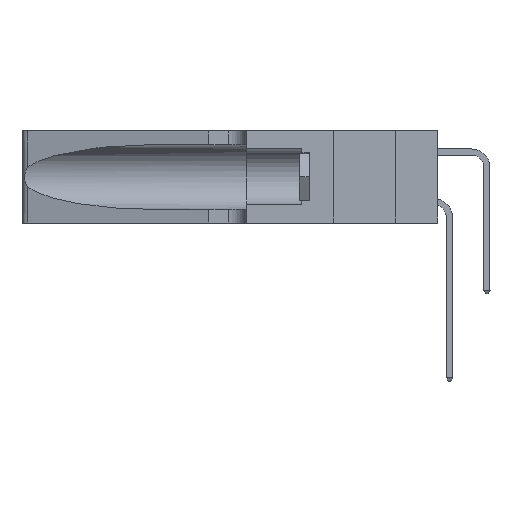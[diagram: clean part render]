
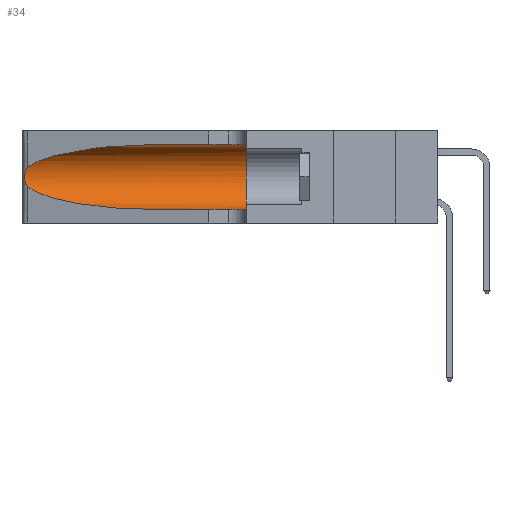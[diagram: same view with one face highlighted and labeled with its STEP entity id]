
A CAD part, left-side view. The second image highlights one B-rep face of the part: STEP entity #34.
In plain terms, the highlighted cylindrical face has radius 3.308 mm (diameter 6.617 mm), a partial arc.
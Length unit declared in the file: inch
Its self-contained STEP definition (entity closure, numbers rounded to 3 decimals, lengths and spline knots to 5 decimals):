
#34 = ADVANCED_FACE ( 'NONE', ( #38163 ), #13026, .F. ) ;
#659 = VERTEX_POINT ( 'NONE', #37318 ) ;
#849 = CARTESIAN_POINT ( 'NONE',  ( 0.25487, 1.22718, 0.14631 ) ) ;
#1156 = CARTESIAN_POINT ( 'NONE',  ( 0.1305, 0.35, 0.31525 ) ) ;
#1172 = DIRECTION ( 'NONE',  ( 0., -1., 0. ) ) ;
#1497 = EDGE_CURVE ( 'NONE', #659, #23986, #10800, .T. ) ;
#3319 = CARTESIAN_POINT ( 'NONE',  ( 0.26075, 1.23896, 0.19203 ) ) ;
#4367 = CARTESIAN_POINT ( 'NONE',  ( 0.18966, 0.96281, 0.31525 ) ) ;
#4381 = DIRECTION ( 'NONE',  ( 0., 0., -1. ) ) ;
#5414 = CARTESIAN_POINT ( 'NONE',  ( 0.1305, 0.35, 0.05475 ) ) ;
#6637 = CARTESIAN_POINT ( 'NONE',  ( 0.25856, 1.23593, 0.16098 ) ) ;
#6844 = CARTESIAN_POINT ( 'NONE',  ( 0.1305, 0.72297, 0.05475 ) ) ;
#7297 = DIRECTION ( 'NONE',  ( 0., -1., 0. ) ) ;
#7609 = VERTEX_POINT ( 'NONE', #1156 ) ;
#8502 = CARTESIAN_POINT ( 'NONE',  ( 0.25487, 1.22718, 0.22369 ) ) ;
#8708 = EDGE_LOOP ( 'NONE', ( #9182, #39580, #17671, #13085, #33183, #8792 ) ) ;
#8792 = ORIENTED_EDGE ( 'NONE', *, *, #17846, .F. ) ;
#9182 = ORIENTED_EDGE ( 'NONE', *, *, #9456, .T. ) ;
#9408 = CARTESIAN_POINT ( 'NONE',  ( 0.25854, 1.2359, 0.20912 ) ) ;
#9456 = EDGE_CURVE ( 'NONE', #33062, #20878, #40143, .T. ) ;
#10691 = CARTESIAN_POINT ( 'NONE',  ( 0.25487, 1.22718, 0.22369 ) ) ;
#10800 =( BOUNDED_CURVE ( )  B_SPLINE_CURVE ( 3, ( #849, #29691, #39041, #20192 ),
 .UNSPECIFIED., .F., .T. ) 
 B_SPLINE_CURVE_WITH_KNOTS ( ( 4, 4 ),
 ( 3.44316, 4.71239 ),
 .UNSPECIFIED. ) 
 CURVE ( )  GEOMETRIC_REPRESENTATION_ITEM ( )  RATIONAL_B_SPLINE_CURVE ( ( 1., 0.87, 0.87, 1. ) ) 
 REPRESENTATION_ITEM ( '' )  );
#10833 = CARTESIAN_POINT ( 'NONE',  ( 0.2373, 1.15595, 0.28018 ) ) ;
#13026 = CYLINDRICAL_SURFACE ( 'NONE', #18212, 0.13025 ) ;
#13085 = ORIENTED_EDGE ( 'NONE', *, *, #36593, .T. ) ;
#13754 = CARTESIAN_POINT ( 'NONE',  ( 0.1305, 1.61858, 0.185 ) ) ;
#15890 = CARTESIAN_POINT ( 'NONE',  ( 0.1305, 1.61858, 0.05475 ) ) ;
#16190 = CARTESIAN_POINT ( 'NONE',  ( 0.1305, 0.35, 0.185 ) ) ;
#16729 = EDGE_CURVE ( 'NONE', #7609, #33298, #37374, .T. ) ;
#17671 = ORIENTED_EDGE ( 'NONE', *, *, #1497, .T. ) ;
#17846 = EDGE_CURVE ( 'NONE', #33062, #7609, #19530, .T. ) ;
#18212 = AXIS2_PLACEMENT_3D ( 'NONE', #13754, #1172, #4381 ) ;
#18231 = CARTESIAN_POINT ( 'NONE',  ( 0.25555, 1.22994, 0.2215 ) ) ;
#18922 = CARTESIAN_POINT ( 'NONE',  ( 0.25555, 1.22993, 0.14849 ) ) ;
#19124 = DIRECTION ( 'NONE',  ( 0., 1., 0. ) ) ;
#19530 = LINE ( 'NONE', #26156, #36755 ) ;
#20192 = CARTESIAN_POINT ( 'NONE',  ( 0.1305, 0.72297, 0.05475 ) ) ;
#20878 = VERTEX_POINT ( 'NONE', #8502 ) ;
#22549 = DIRECTION ( 'NONE',  ( 0., 0., 1. ) ) ;
#23986 = VERTEX_POINT ( 'NONE', #6844 ) ;
#26156 = CARTESIAN_POINT ( 'NONE',  ( 0.1305, 1.61858, 0.31525 ) ) ;
#29180 = LINE ( 'NONE', #15890, #38046 ) ;
#29691 = CARTESIAN_POINT ( 'NONE',  ( 0.2373, 1.15595, 0.08982 ) ) ;
#31071 = CARTESIAN_POINT ( 'NONE',  ( 0.25639, 1.23184, 0.21858 ) ) ;
#31462 = CARTESIAN_POINT ( 'NONE',  ( 0.25487, 1.22718, 0.14631 ) ) ;
#31493 = EDGE_CURVE ( 'NONE', #20878, #659, #35279, .T. ) ;
#33062 = VERTEX_POINT ( 'NONE', #38873 ) ;
#33183 = ORIENTED_EDGE ( 'NONE', *, *, #16729, .F. ) ;
#33298 = VERTEX_POINT ( 'NONE', #5414 ) ;
#33950 = CARTESIAN_POINT ( 'NONE',  ( 0.25487, 1.22718, 0.22369 ) ) ;
#34074 = CARTESIAN_POINT ( 'NONE',  ( 0.25787, 1.23484, 0.2124 ) ) ;
#34208 = AXIS2_PLACEMENT_3D ( 'NONE', #16190, #19124, #22549 ) ;
#34981 = CARTESIAN_POINT ( 'NONE',  ( 0.26018, 1.23835, 0.19895 ) ) ;
#35279 = B_SPLINE_CURVE_WITH_KNOTS ( 'NONE', 3,
 ( #33950, #18231, #31071, #34074, #9408, #34981, #3319, #38145, #37775, #6637, #38011, #37891, #18922, #31462 ),
 .UNSPECIFIED., .F., .F.,
 ( 4, 2, 2, 2, 2, 2, 4 ),
 ( 0., 0.00027, 0.00053, 0.00107, 0.0016, 0.00187, 0.00214 ),
 .UNSPECIFIED. ) ;
#36593 = EDGE_CURVE ( 'NONE', #23986, #33298, #29180, .T. ) ;
#36755 = VECTOR ( 'NONE', #7297, 39.37008 ) ;
#37318 = CARTESIAN_POINT ( 'NONE',  ( 0.25487, 1.22718, 0.14631 ) ) ;
#37374 = CIRCLE ( 'NONE', #34208, 0.13025 ) ;
#37775 = CARTESIAN_POINT ( 'NONE',  ( 0.26017, 1.23833, 0.17102 ) ) ;
#37891 = CARTESIAN_POINT ( 'NONE',  ( 0.25639, 1.23186, 0.15144 ) ) ;
#38011 = CARTESIAN_POINT ( 'NONE',  ( 0.25789, 1.23486, 0.15765 ) ) ;
#38046 = VECTOR ( 'NONE', #38181, 39.37008 ) ;
#38145 = CARTESIAN_POINT ( 'NONE',  ( 0.26075, 1.23896, 0.178 ) ) ;
#38163 = FACE_OUTER_BOUND ( 'NONE', #8708, .T. ) ;
#38181 = DIRECTION ( 'NONE',  ( 0., -1., 0. ) ) ;
#38873 = CARTESIAN_POINT ( 'NONE',  ( 0.1305, 0.72297, 0.31525 ) ) ;
#38934 = CARTESIAN_POINT ( 'NONE',  ( 0.1305, 0.72297, 0.31525 ) ) ;
#39041 = CARTESIAN_POINT ( 'NONE',  ( 0.18966, 0.96281, 0.05475 ) ) ;
#39580 = ORIENTED_EDGE ( 'NONE', *, *, #31493, .T. ) ;
#40143 =( BOUNDED_CURVE ( )  B_SPLINE_CURVE ( 3, ( #38934, #4367, #10833, #10691 ),
 .UNSPECIFIED., .F., .F. ) 
 B_SPLINE_CURVE_WITH_KNOTS ( ( 4, 4 ),
 ( 1.5708, 2.84003 ),
 .UNSPECIFIED. ) 
 CURVE ( )  GEOMETRIC_REPRESENTATION_ITEM ( )  RATIONAL_B_SPLINE_CURVE ( ( 1., 0.87, 0.87, 1. ) ) 
 REPRESENTATION_ITEM ( '' )  );
